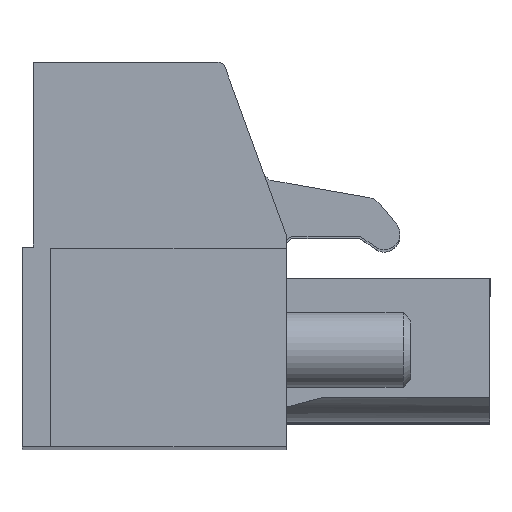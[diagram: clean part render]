
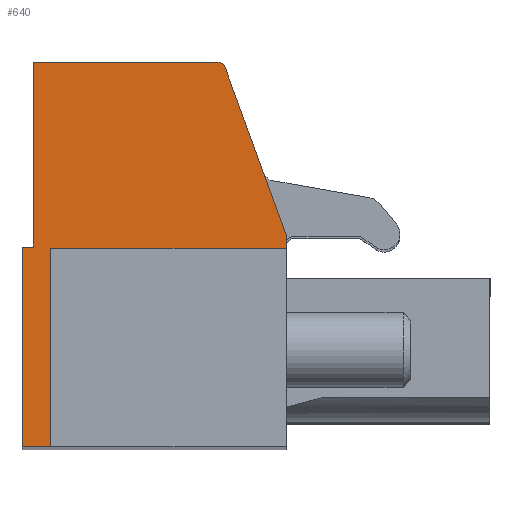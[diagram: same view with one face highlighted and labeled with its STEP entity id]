
A CAD part, top view. The second image highlights one B-rep face of the part: STEP entity #640.
In plain terms, the highlighted planar face has unit normal (0, 0, 1).
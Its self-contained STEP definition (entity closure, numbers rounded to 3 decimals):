
#640 = ADVANCED_FACE( '', ( #1740 ), #1741, .T. );
#1740 = FACE_OUTER_BOUND( '', #3455, .T. );
#1741 = PLANE( '', #3456 );
#3455 = EDGE_LOOP( '', ( #5420, #5421, #5422, #5423, #5424, #5425, #5426, #5427, #5428, #5429 ) );
#3456 = AXIS2_PLACEMENT_3D( '', #5430, #5431, #5432 );
#5420 = ORIENTED_EDGE( '', *, *, #9413, .T. );
#5421 = ORIENTED_EDGE( '', *, *, #9219, .T. );
#5422 = ORIENTED_EDGE( '', *, *, #9414, .F. );
#5423 = ORIENTED_EDGE( '', *, *, #9415, .F. );
#5424 = ORIENTED_EDGE( '', *, *, #9416, .T. );
#5425 = ORIENTED_EDGE( '', *, *, #9417, .T. );
#5426 = ORIENTED_EDGE( '', *, *, #9418, .F. );
#5427 = ORIENTED_EDGE( '', *, *, #9419, .T. );
#5428 = ORIENTED_EDGE( '', *, *, #9420, .T. );
#5429 = ORIENTED_EDGE( '', *, *, #9421, .T. );
#5430 = CARTESIAN_POINT( '', ( 255.242, 210.642, 160.96 ) );
#5431 = DIRECTION( '', ( 0., 0., 1. ) );
#5432 = DIRECTION( '', ( 1., 0., 0. ) );
#9219 = EDGE_CURVE( '', #10849, #10847, #10850, .T. );
#9413 = EDGE_CURVE( '', #11180, #10849, #11181, .T. );
#9414 = EDGE_CURVE( '', #11182, #10847, #11183, .T. );
#9415 = EDGE_CURVE( '', #11184, #11182, #11185, .T. );
#9416 = EDGE_CURVE( '', #11184, #11186, #11187, .T. );
#9417 = EDGE_CURVE( '', #11186, #11188, #11189, .T. );
#9418 = EDGE_CURVE( '', #11190, #11188, #11191, .T. );
#9419 = EDGE_CURVE( '', #11190, #11192, #11193, .T. );
#9420 = EDGE_CURVE( '', #11192, #11194, #11195, .T. );
#9421 = EDGE_CURVE( '', #11194, #11180, #11196, .T. );
#10847 = VERTEX_POINT( '', #13201 );
#10849 = VERTEX_POINT( '', #13204 );
#10850 = LINE( '', #13205, #13206 );
#11180 = VERTEX_POINT( '', #13652 );
#11181 = LINE( '', #13653, #13654 );
#11182 = VERTEX_POINT( '', #13655 );
#11183 = LINE( '', #13656, #13657 );
#11184 = VERTEX_POINT( '', #13658 );
#11185 = LINE( '', #13659, #13660 );
#11186 = VERTEX_POINT( '', #13661 );
#11187 = LINE( '', #13662, #13663 );
#11188 = VERTEX_POINT( '', #13664 );
#11189 = LINE( '', #13665, #13666 );
#11190 = VERTEX_POINT( '', #13667 );
#11191 = CIRCLE( '', #13668, 0.3 );
#11192 = VERTEX_POINT( '', #13669 );
#11193 = LINE( '', #13670, #13671 );
#11194 = VERTEX_POINT( '', #13672 );
#11195 = LINE( '', #13673, #13674 );
#11196 = LINE( '', #13675, #13676 );
#13201 = CARTESIAN_POINT( '', ( 255.892, 196.042, 160.96 ) );
#13204 = CARTESIAN_POINT( '', ( 254.742, 196.042, 160.96 ) );
#13205 = CARTESIAN_POINT( '', ( 265.392, 196.042, 160.96 ) );
#13206 = VECTOR( '', #16241, 1000. );
#13652 = CARTESIAN_POINT( '', ( 254.742, 204.092, 160.96 ) );
#13653 = CARTESIAN_POINT( '', ( 254.742, 196.742, 160.96 ) );
#13654 = VECTOR( '', #16457, 1000. );
#13655 = CARTESIAN_POINT( '', ( 255.892, 204.042, 160.96 ) );
#13656 = CARTESIAN_POINT( '', ( 255.892, 196.042, 160.96 ) );
#13657 = VECTOR( '', #16458, 1000. );
#13658 = CARTESIAN_POINT( '', ( 265.392, 204.042, 160.96 ) );
#13659 = CARTESIAN_POINT( '', ( 256.392, 204.042, 160.96 ) );
#13660 = VECTOR( '', #16459, 1000. );
#13661 = CARTESIAN_POINT( '', ( 265.392, 204.542, 160.96 ) );
#13662 = CARTESIAN_POINT( '', ( 265.392, 197.642, 160.96 ) );
#13663 = VECTOR( '', #16460, 1000. );
#13664 = CARTESIAN_POINT( '', ( 262.916, 211.344, 160.96 ) );
#13665 = CARTESIAN_POINT( '', ( 265.523, 204.18, 160.96 ) );
#13666 = VECTOR( '', #16461, 1000. );
#13667 = CARTESIAN_POINT( '', ( 262.634, 211.542, 160.96 ) );
#13668 = AXIS2_PLACEMENT_3D( '', #16462, #16463, #16464 );
#13669 = CARTESIAN_POINT( '', ( 255.192, 211.542, 160.96 ) );
#13670 = CARTESIAN_POINT( '', ( 255.042, 211.542, 160.96 ) );
#13671 = VECTOR( '', #16465, 1000. );
#13672 = CARTESIAN_POINT( '', ( 255.192, 204.092, 160.96 ) );
#13673 = CARTESIAN_POINT( '', ( 255.192, 203.542, 160.96 ) );
#13674 = VECTOR( '', #16466, 1000. );
#13675 = CARTESIAN_POINT( '', ( 254.742, 204.092, 160.96 ) );
#13676 = VECTOR( '', #16467, 1000. );
#16241 = DIRECTION( '', ( 1., 0., 0. ) );
#16457 = DIRECTION( '', ( 0., -1., 0. ) );
#16458 = DIRECTION( '', ( 0., -1., 0. ) );
#16459 = DIRECTION( '', ( -1., 0., 0. ) );
#16460 = DIRECTION( '', ( 0., 1., 0. ) );
#16461 = DIRECTION( '', ( -0.342, 0.94, 0. ) );
#16462 = CARTESIAN_POINT( '', ( 262.634, 211.242, 160.96 ) );
#16463 = DIRECTION( '', ( 0., 0., -1. ) );
#16464 = DIRECTION( '', ( -1., 0., 0. ) );
#16465 = DIRECTION( '', ( -1., 0., 0. ) );
#16466 = DIRECTION( '', ( 0., -1., 0. ) );
#16467 = DIRECTION( '', ( -1., 0., 0. ) );
